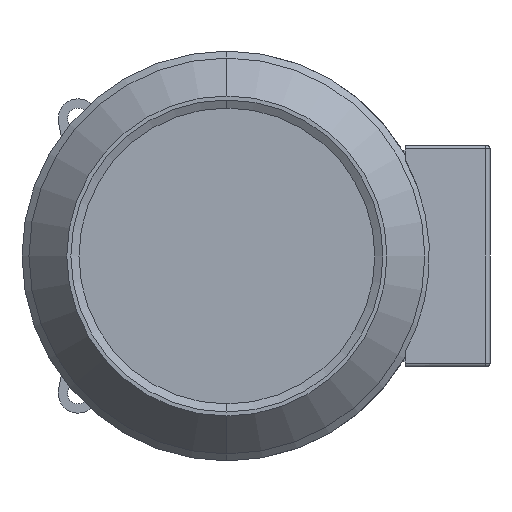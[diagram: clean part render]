
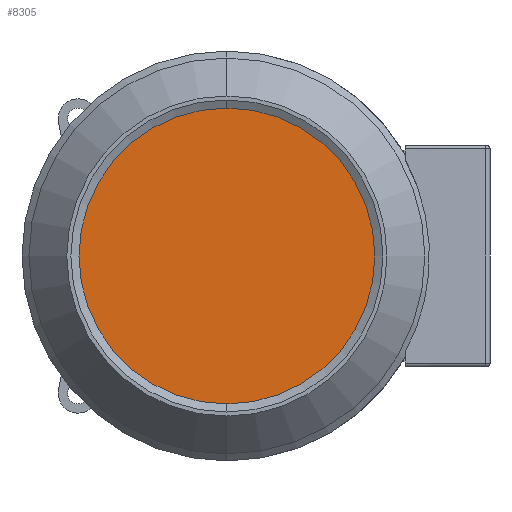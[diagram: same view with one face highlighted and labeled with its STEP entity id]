
A CAD part, left-side view. The second image highlights one B-rep face of the part: STEP entity #8305.
In plain terms, the highlighted planar face has unit normal (-1, 0, 0).
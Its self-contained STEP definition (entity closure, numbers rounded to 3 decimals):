
#199 = CARTESIAN_POINT ( 'NONE',  ( -236., 0., 0. ) ) ;
#267 = CIRCLE ( 'NONE', #13731, 63.536 ) ;
#277 = DIRECTION ( 'NONE',  ( 0., 0., -1. ) ) ;
#1005 = DIRECTION ( 'NONE',  ( 1., 0., 0. ) ) ;
#1761 = CARTESIAN_POINT ( 'NONE',  ( -236., 0., 63.536 ) ) ;
#2187 = EDGE_CURVE ( 'NONE', #2785, #11889, #12503, .T. ) ;
#2785 = VERTEX_POINT ( 'NONE', #7481 ) ;
#2881 = ORIENTED_EDGE ( 'NONE', *, *, #12918, .F. ) ;
#3725 = CARTESIAN_POINT ( 'NONE',  ( -236., 0., 0. ) ) ;
#5387 = DIRECTION ( 'NONE',  ( 0., 0., -1. ) ) ;
#7481 = CARTESIAN_POINT ( 'NONE',  ( -236., 0., -63.536 ) ) ;
#7664 = ORIENTED_EDGE ( 'NONE', *, *, #2187, .F. ) ;
#7755 = AXIS2_PLACEMENT_3D ( 'NONE', #3725, #9164, #7955 ) ;
#7955 = DIRECTION ( 'NONE',  ( 0., 0., -1. ) ) ;
#8305 = ADVANCED_FACE ( 'NONE', ( #12929 ), #9669, .F. ) ;
#9164 = DIRECTION ( 'NONE',  ( 1., 0., 0. ) ) ;
#9669 = PLANE ( 'NONE',  #13303 ) ;
#10151 = DIRECTION ( 'NONE',  ( 1., 0., 0. ) ) ;
#10797 = CARTESIAN_POINT ( 'NONE',  ( -236., 0., -63.536 ) ) ;
#11889 = VERTEX_POINT ( 'NONE', #1761 ) ;
#12503 = CIRCLE ( 'NONE', #7755, 63.536 ) ;
#12802 = EDGE_LOOP ( 'NONE', ( #2881, #7664 ) ) ;
#12918 = EDGE_CURVE ( 'NONE', #11889, #2785, #267, .T. ) ;
#12929 = FACE_OUTER_BOUND ( 'NONE', #12802, .T. ) ;
#13303 = AXIS2_PLACEMENT_3D ( 'NONE', #10797, #1005, #5387 ) ;
#13731 = AXIS2_PLACEMENT_3D ( 'NONE', #199, #10151, #277 ) ;
